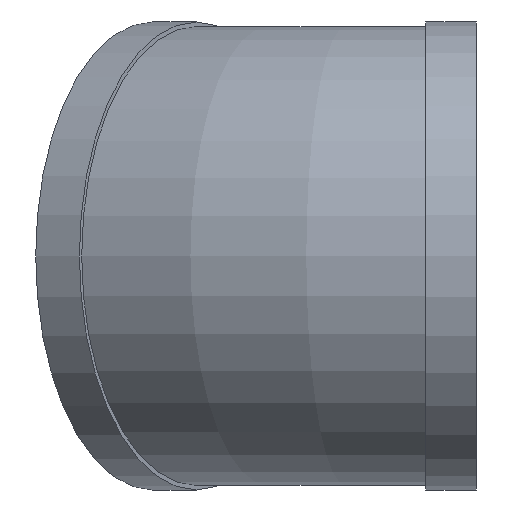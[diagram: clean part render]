
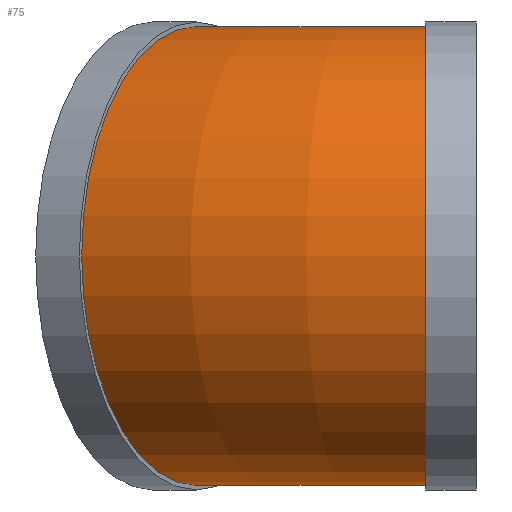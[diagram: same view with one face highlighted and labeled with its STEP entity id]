
A CAD part, left-side view. The second image highlights one B-rep face of the part: STEP entity #75.
In plain terms, the highlighted toroidal (fillet/blend) face has major radius 500 mm and minor radius 250 mm.
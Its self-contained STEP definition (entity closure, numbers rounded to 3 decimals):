
#75 = ADVANCED_FACE( '', ( #146, #147 ), #148, .T. );
#146 = FACE_OUTER_BOUND( '', #208, .T. );
#147 = FACE_OUTER_BOUND( '', #209, .T. );
#148 = TOROIDAL_SURFACE( '', #210, 500., 250. );
#208 = EDGE_LOOP( '', ( #274 ) );
#209 = EDGE_LOOP( '', ( #275 ) );
#210 = AXIS2_PLACEMENT_3D( '', #276, #277, #278 );
#274 = ORIENTED_EDGE( '', *, *, #302, .T. );
#275 = ORIENTED_EDGE( '', *, *, #300, .F. );
#276 = CARTESIAN_POINT( '', ( 500., 55., 0. ) );
#277 = DIRECTION( '', ( 0., 0., -1. ) );
#278 = DIRECTION( '', ( -1., 0., 0. ) );
#300 = EDGE_CURVE( '', #325, #325, #326, .T. );
#302 = EDGE_CURVE( '', #328, #328, #329, .T. );
#325 = VERTEX_POINT( '', #361 );
#326 = CIRCLE( '', #362, 250. );
#328 = VERTEX_POINT( '', #364 );
#329 = CIRCLE( '', #365, 250. );
#361 = CARTESIAN_POINT( '', ( 283.494, 180., 0. ) );
#362 = AXIS2_PLACEMENT_3D( '', #397, #398, #399 );
#364 = CARTESIAN_POINT( '', ( 250., 55., 0. ) );
#365 = AXIS2_PLACEMENT_3D( '', #400, #401, #402 );
#397 = CARTESIAN_POINT( '', ( 66.987, 305., 0. ) );
#398 = DIRECTION( '', ( 0.5, 0.866, 0. ) );
#399 = DIRECTION( '', ( 0.866, -0.5, 0. ) );
#400 = CARTESIAN_POINT( '', ( 0., 55., 0. ) );
#401 = DIRECTION( '', ( 0., 1., 0. ) );
#402 = DIRECTION( '', ( 1., 0., 0. ) );
